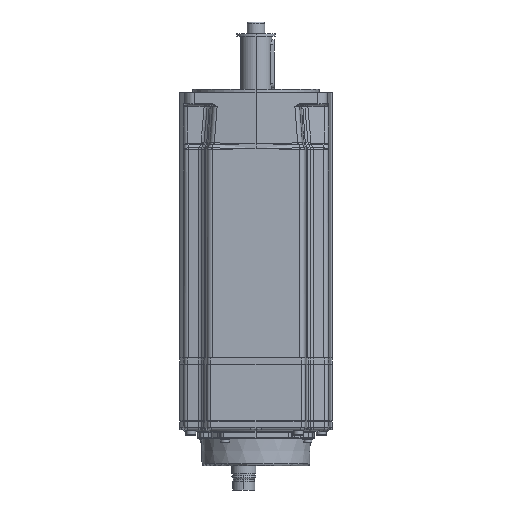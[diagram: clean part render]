
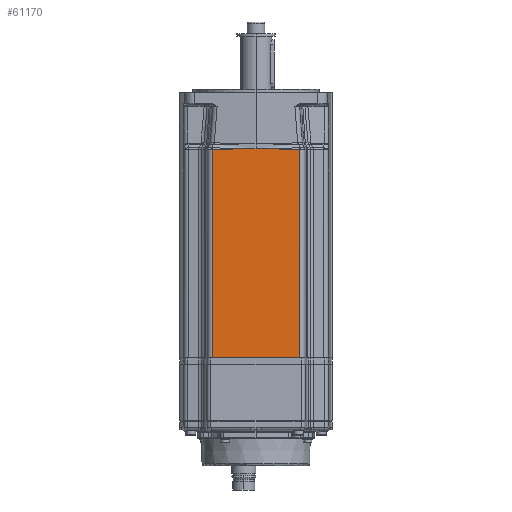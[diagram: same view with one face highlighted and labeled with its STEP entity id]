
A CAD part, front view. The second image highlights one B-rep face of the part: STEP entity #61170.
In plain terms, the highlighted planar face has unit normal (0, -1, 0).
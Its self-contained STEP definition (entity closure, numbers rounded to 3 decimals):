
#7015=DIRECTION('',(0.,0.,1.));
#7016=VECTOR('',#7015,214.465);
#7017=CARTESIAN_POINT('',(45.147,-77.5,0.));
#7018=LINE('',#7017,#7016);
#7669=CARTESIAN_POINT('',(-45.147,-77.5,
214.465));
#7694=DIRECTION('',(0.,0.,-1.));
#7695=VECTOR('',#7694,214.465);
#7696=CARTESIAN_POINT('',(-45.147,-77.5,
214.465));
#7697=LINE('',#7696,#7695);
#8489=DIRECTION('',(1.,0.,0.));
#8490=VECTOR('',#8489,90.294);
#8491=CARTESIAN_POINT('',(-45.147,-77.5,0.));
#8492=LINE('',#8491,#8490);
#8493=CARTESIAN_POINT('',(0.,-77.5,215.3));
#8494=CARTESIAN_POINT('',(-5.549,-77.5,215.19));
#8495=CARTESIAN_POINT('',(-16.294,-77.5,
214.975));
#8496=CARTESIAN_POINT('',(-31.403,-77.5,
214.692));
#8497=CARTESIAN_POINT('',(-40.69,-77.5,
214.536));
#8498=CARTESIAN_POINT('',(-45.147,-77.5,
214.465));
#8521=CARTESIAN_POINT('',(45.147,-77.5,214.465));
#8522=CARTESIAN_POINT('',(40.69,-77.5,214.536));
#8523=CARTESIAN_POINT('',(31.403,-77.5,214.692));
#8524=CARTESIAN_POINT('',(16.294,-77.5,214.975));
#8525=CARTESIAN_POINT('',(5.549,-77.5,215.19));
#8526=CARTESIAN_POINT('',(0.,-77.5,215.3));
#45382=VERTEX_POINT('',#7669);
#45384=VERTEX_POINT('',#8493);
#45386=VERTEX_POINT('',#8521);
#45655=CARTESIAN_POINT('',(-45.147,-77.5,0.));
#45656=CARTESIAN_POINT('',(45.147,-77.5,0.));
#45657=VERTEX_POINT('',#45655);
#45658=VERTEX_POINT('',#45656);
#61156=CARTESIAN_POINT('',(-77.5,-77.5,274.8));
#61157=DIRECTION('',(0.,-1.,0.));
#61158=DIRECTION('',(1.,0.,0.));
#61159=AXIS2_PLACEMENT_3D('',#61156,#61157,#61158);
#61160=PLANE('',#61159);
#61161=ORIENTED_EDGE('',*,*,#59102,.F.);
#61162=ORIENTED_EDGE('',*,*,#60017,.F.);
#61164=ORIENTED_EDGE('',*,*,#61163,.F.);
#61166=ORIENTED_EDGE('',*,*,#61165,.F.);
#61167=ORIENTED_EDGE('',*,*,#59081,.F.);
#61168=EDGE_LOOP('',(#61161,#61162,#61164,#61166,#61167));
#61169=FACE_OUTER_BOUND('',#61168,.F.);
#61170=ADVANCED_FACE('',(#61169),#61160,.T.);
#8499=B_SPLINE_CURVE_WITH_KNOTS('',3,(#8493,#8494,#8495,#8496,#8497,#8498),
.UNSPECIFIED.,.F.,.F.,(4,1,1,4),(0.,0.333,0.667,1.),
.UNSPECIFIED.);
#8527=B_SPLINE_CURVE_WITH_KNOTS('',3,(#8521,#8522,#8523,#8524,#8525,#8526),
.UNSPECIFIED.,.F.,.F.,(4,1,1,4),(0.,0.333,0.667,1.),
.UNSPECIFIED.);
#59081=EDGE_CURVE('',#45658,#45386,#7018,.T.);
#59102=EDGE_CURVE('',#45657,#45658,#8492,.T.);
#60017=EDGE_CURVE('',#45382,#45657,#7697,.T.);
#61163=EDGE_CURVE('',#45384,#45382,#8499,.T.);
#61165=EDGE_CURVE('',#45386,#45384,#8527,.T.);
